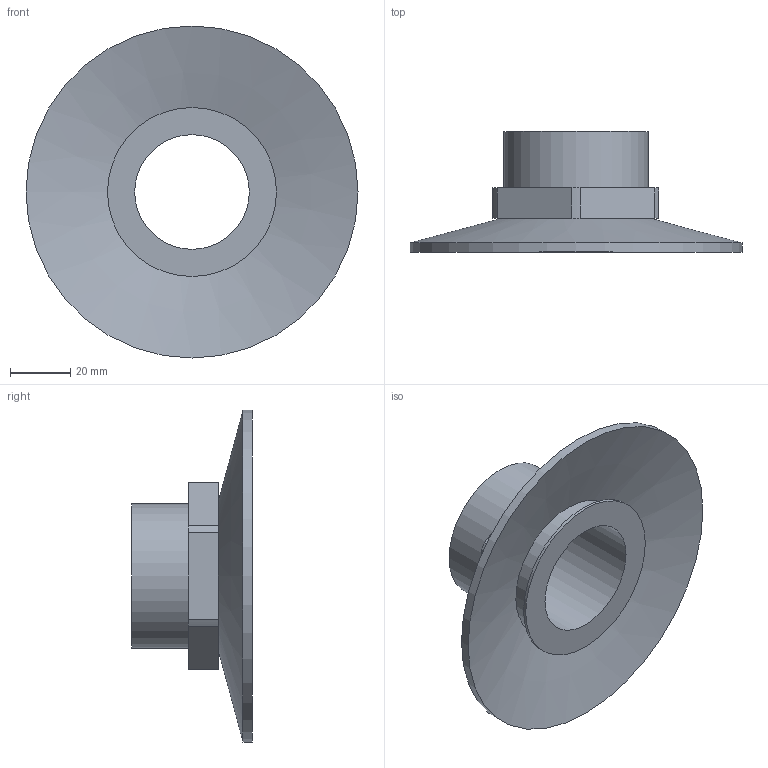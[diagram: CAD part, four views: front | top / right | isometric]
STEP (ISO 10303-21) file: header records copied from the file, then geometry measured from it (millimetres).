
FILE_DESCRIPTION(/* description */ (''),/* implementation_level */ '2;1');
FILE_NAME(/* name */ 'METU_E01V-1004_ST-G_1-1-2.stp',/* time_stamp */ '2018-10-05T14:22:36+02:00',/* author */ (''),/* organization */ (''),/* preprocessor_version */ 'ST-DEVELOPER v11',/* originating_system */ 'SIEMENS UGS NX 6.0',/* authorisation */ '');
FILE_SCHEMA (('CONFIG_CONTROL_DESIGN'));
Length unit declared in the file: millimetre
Products named in the file (1): gars64E343am
Bounding box: 110 x 40 x 110 mm (x, y, z)
Volume: 61319.4 mm3; surface area: 35926.5 mm2
Topology: 3 solids, 3 shells, 25 faces, 58 edges, 37 vertices
Faces by surface type: cylinder 12, plane 10, cone 3
Full cylindrical faces by diameter (mm): 38 x1, 45.2 x1, 47.8 x1, 49 x1, 56 x1, 110 x1
Entity records: 756 total; most frequent: DIRECTION 124, CARTESIAN_POINT 110, ORIENTED_EDGE 96, AXIS2_PLACEMENT_3D 50, EDGE_CURVE 48, EDGE_LOOP 38, VERTEX_POINT 36, FACE_BOUND 26
